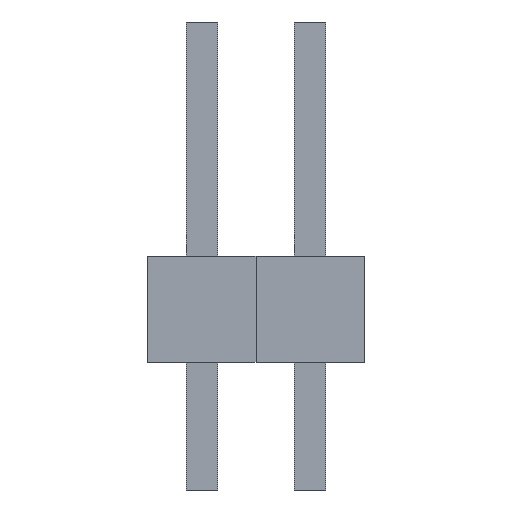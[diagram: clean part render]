
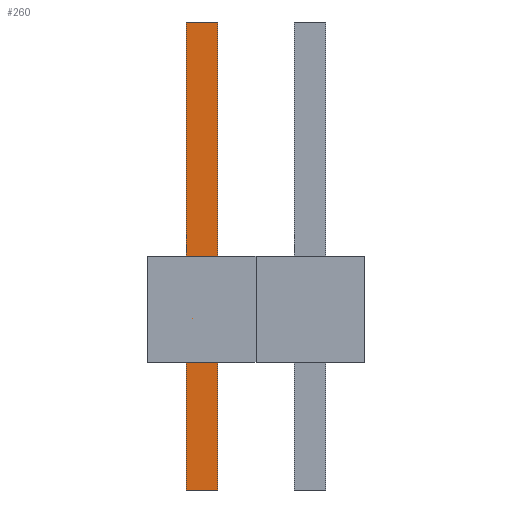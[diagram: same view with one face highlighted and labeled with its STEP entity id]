
A CAD part, front view. The second image highlights one B-rep face of the part: STEP entity #260.
In plain terms, the highlighted planar face has unit normal (0, -1, 0).
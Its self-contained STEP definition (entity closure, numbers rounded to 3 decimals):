
#13=DIRECTION('',(0.,0.,1.));
#14=DIRECTION('',(1.,0.,0.));
#101=VECTOR('',#13,1.);
#108=DIRECTION('',(0.,1.,0.));
#150=VECTOR('',#14,1.);
#214=EDGE_CURVE('',#215,#217,#219,.T.);
#215=VERTEX_POINT('',#216);
#216=CARTESIAN_POINT('',(-0.371,-0.371,-3.));
#217=VERTEX_POINT('',#218);
#218=CARTESIAN_POINT('',(-0.371,-0.371,8.));
#219=LINE('',#216,#101);
#238=ORIENTED_EDGE('',*,*,#239,.F.);
#239=EDGE_CURVE('',#240,#242,#244,.T.);
#240=VERTEX_POINT('',#241);
#241=CARTESIAN_POINT('',(0.371,-0.371,-3.));
#242=VERTEX_POINT('',#243);
#243=CARTESIAN_POINT('',(0.371,-0.371,8.));
#244=LINE('',#241,#101);
#260=ADVANCED_FACE('',(#261),#270,.F.);
#261=FACE_BOUND('',#262,.F.);
#262=EDGE_LOOP('',(#263,#266,#267,#238));
#263=ORIENTED_EDGE('',*,*,#264,.F.);
#264=EDGE_CURVE('',#215,#240,#265,.T.);
#265=LINE('',#216,#150);
#266=ORIENTED_EDGE('',*,*,#214,.T.);
#267=ORIENTED_EDGE('',*,*,#268,.T.);
#268=EDGE_CURVE('',#217,#242,#269,.T.);
#269=LINE('',#218,#150);
#270=PLANE('',#271);
#271=AXIS2_PLACEMENT_3D('',#216,#108,#13);
